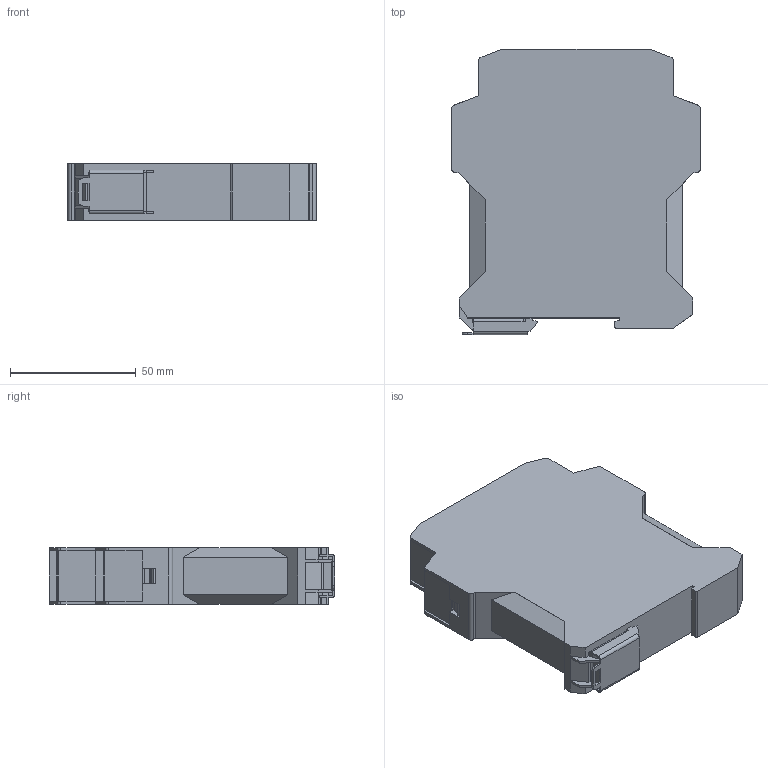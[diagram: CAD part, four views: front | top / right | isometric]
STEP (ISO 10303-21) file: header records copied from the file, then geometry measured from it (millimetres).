
FILE_DESCRIPTION (( 'STEP AP214' ), '1' );
FILE_NAME ('OUTSIDE-HR1S-AC#P_AF#P_DMB#P.STEP', '2018-09-14T04:39:47', ( 'IDEC' ), ( 'IDEC' ), 'SwSTEP 2.0', 'SolidWorks 2017', '' );
FILE_SCHEMA (( 'AUTOMOTIVE_DESIGN' ));
Length unit declared in the file: millimetre
Products named in the file (1): OUTSIDE-HR1S-AC#P_AF#P_DMB#P
Bounding box: 99 x 113.6 x 22.6 mm (x, y, z)
Volume: 69836 mm3; surface area: 53960 mm2
Topology: 1 solids, 1 shells, 391 faces, 1086 edges, 704 vertices
Faces by surface type: plane 350, cylinder 41
Entity records: 12292 total; most frequent: CARTESIAN_POINT 2182, ORIENTED_EDGE 2172, DIRECTION 1952, EDGE_CURVE 1086, VECTOR 1004, LINE 1004, VERTEX_POINT 704, AXIS2_PLACEMENT_3D 474
